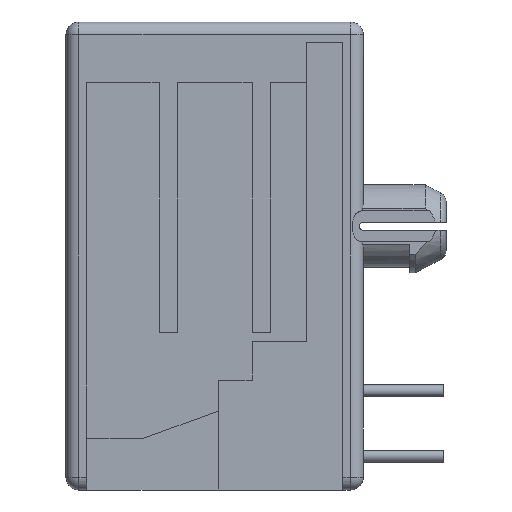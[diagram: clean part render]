
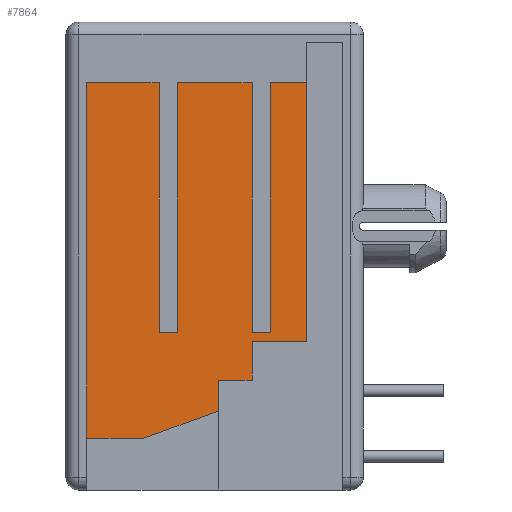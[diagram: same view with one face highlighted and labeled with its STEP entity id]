
A CAD part, left-side view. The second image highlights one B-rep face of the part: STEP entity #7864.
In plain terms, the highlighted planar face has unit normal (-1, 0, 0).
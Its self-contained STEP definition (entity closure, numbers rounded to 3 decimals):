
#2989=DIRECTION('',(0.,-1.,0.));
#2990=VECTOR('',#2989,2.2);
#2991=CARTESIAN_POINT('',(-4.7,4.95,-16.1));
#2992=LINE('',#2991,#2990);
#2993=DIRECTION('',(0.,0.,-1.));
#2994=VECTOR('',#2993,13.75);
#2995=CARTESIAN_POINT('',(-4.7,4.95,-2.35));
#2996=LINE('',#2995,#2994);
#2997=DIRECTION('',(0.,1.,0.));
#2998=VECTOR('',#2997,2.8);
#2999=CARTESIAN_POINT('',(-4.7,2.15,-2.35));
#3000=LINE('',#2999,#2998);
#3001=DIRECTION('',(0.,0.,1.));
#3002=VECTOR('',#3001,9.65);
#3003=CARTESIAN_POINT('',(-4.7,2.15,-12.));
#3004=LINE('',#3003,#3002);
#3005=DIRECTION('',(0.,1.,0.));
#3006=VECTOR('',#3005,0.7);
#3007=CARTESIAN_POINT('',(-4.7,1.45,-12.));
#3008=LINE('',#3007,#3006);
#3009=DIRECTION('',(0.,0.,-1.));
#3010=VECTOR('',#3009,9.65);
#3011=CARTESIAN_POINT('',(-4.7,1.45,-2.35));
#3012=LINE('',#3011,#3010);
#3013=DIRECTION('',(0.,1.,0.));
#3014=VECTOR('',#3013,2.9);
#3015=CARTESIAN_POINT('',(-4.7,-1.45,-2.35));
#3016=LINE('',#3015,#3014);
#3017=DIRECTION('',(0.,0.,1.));
#3018=VECTOR('',#3017,9.65);
#3019=CARTESIAN_POINT('',(-4.7,-1.45,-12.));
#3020=LINE('',#3019,#3018);
#3021=DIRECTION('',(0.,1.,0.));
#3022=VECTOR('',#3021,0.7);
#3023=CARTESIAN_POINT('',(-4.7,-2.15,-12.));
#3024=LINE('',#3023,#3022);
#3025=DIRECTION('',(0.,0.,-1.));
#3026=VECTOR('',#3025,9.65);
#3027=CARTESIAN_POINT('',(-4.7,-2.15,-2.35));
#3028=LINE('',#3027,#3026);
#3029=DIRECTION('',(0.,1.,0.));
#3030=VECTOR('',#3029,1.4);
#3031=CARTESIAN_POINT('',(-4.7,-3.55,-2.35));
#3032=LINE('',#3031,#3030);
#3033=DIRECTION('',(0.,0.,-1.));
#3034=VECTOR('',#3033,10.);
#3035=CARTESIAN_POINT('',(-4.7,-3.55,-2.35));
#3036=LINE('',#3035,#3034);
#3037=DIRECTION('',(0.,-1.,0.));
#3038=VECTOR('',#3037,2.1);
#3039=CARTESIAN_POINT('',(-4.7,-1.45,-12.35));
#3040=LINE('',#3039,#3038);
#3041=DIRECTION('',(0.,0.,1.));
#3042=VECTOR('',#3041,1.5);
#3043=CARTESIAN_POINT('',(-4.7,-1.45,-13.85));
#3044=LINE('',#3043,#3042);
#3045=DIRECTION('',(0.,-1.,0.));
#3046=VECTOR('',#3045,1.3);
#3047=CARTESIAN_POINT('',(-4.7,-0.15,-13.85));
#3048=LINE('',#3047,#3046);
#3049=DIRECTION('',(0.,0.,1.));
#3050=VECTOR('',#3049,1.194);
#3051=CARTESIAN_POINT('',(-4.7,-0.15,-15.044));
#3052=LINE('',#3051,#3050);
#3053=DIRECTION('',(0.,-0.94,0.342));
#3054=VECTOR('',#3053,3.086);
#3055=CARTESIAN_POINT('',(-4.7,2.75,-16.1));
#3056=LINE('',#3055,#3054);
#3538=CARTESIAN_POINT('',(-4.7,-1.45,-2.35));
#3539=CARTESIAN_POINT('',(-4.7,1.45,-2.35));
#3540=VERTEX_POINT('',#3538);
#3541=VERTEX_POINT('',#3539);
#3542=CARTESIAN_POINT('',(-4.7,1.45,-12.));
#3543=VERTEX_POINT('',#3542);
#3544=CARTESIAN_POINT('',(-4.7,2.15,-12.));
#3545=VERTEX_POINT('',#3544);
#3546=CARTESIAN_POINT('',(-4.7,2.15,-2.35));
#3547=VERTEX_POINT('',#3546);
#3548=CARTESIAN_POINT('',(-4.7,4.95,-2.35));
#3549=VERTEX_POINT('',#3548);
#3562=CARTESIAN_POINT('',(-4.7,-2.15,-2.35));
#3563=CARTESIAN_POINT('',(-4.7,-2.15,-12.));
#3564=VERTEX_POINT('',#3562);
#3565=VERTEX_POINT('',#3563);
#3566=CARTESIAN_POINT('',(-4.7,-1.45,-12.));
#3567=VERTEX_POINT('',#3566);
#3684=CARTESIAN_POINT('',(-4.7,-0.15,-13.85));
#3685=CARTESIAN_POINT('',(-4.7,-1.45,-13.85));
#3686=VERTEX_POINT('',#3684);
#3687=VERTEX_POINT('',#3685);
#3688=CARTESIAN_POINT('',(-4.7,-1.45,-12.35));
#3689=VERTEX_POINT('',#3688);
#3690=CARTESIAN_POINT('',(-4.7,-3.55,-12.35));
#3691=VERTEX_POINT('',#3690);
#3692=CARTESIAN_POINT('',(-4.7,-3.55,-2.35));
#3693=VERTEX_POINT('',#3692);
#3718=CARTESIAN_POINT('',(-4.7,4.95,-16.1));
#3719=CARTESIAN_POINT('',(-4.7,2.75,-16.1));
#3720=VERTEX_POINT('',#3718);
#3721=VERTEX_POINT('',#3719);
#3722=CARTESIAN_POINT('',(-4.7,-0.15,-15.044));
#3723=VERTEX_POINT('',#3722);
#7827=CARTESIAN_POINT('',(-4.7,0.,0.));
#7828=DIRECTION('',(-1.,0.,0.));
#7829=DIRECTION('',(0.,0.,1.));
#7830=AXIS2_PLACEMENT_3D('',#7827,#7828,#7829);
#7831=PLANE('',#7830);
#7833=ORIENTED_EDGE('',*,*,#7832,.F.);
#7834=ORIENTED_EDGE('',*,*,#7076,.F.);
#7836=ORIENTED_EDGE('',*,*,#7835,.F.);
#7838=ORIENTED_EDGE('',*,*,#7837,.F.);
#7840=ORIENTED_EDGE('',*,*,#7839,.F.);
#7842=ORIENTED_EDGE('',*,*,#7841,.F.);
#7844=ORIENTED_EDGE('',*,*,#7843,.F.);
#7846=ORIENTED_EDGE('',*,*,#7845,.F.);
#7848=ORIENTED_EDGE('',*,*,#7847,.F.);
#7850=ORIENTED_EDGE('',*,*,#7849,.F.);
#7852=ORIENTED_EDGE('',*,*,#7851,.F.);
#7853=ORIENTED_EDGE('',*,*,#7805,.T.);
#7854=ORIENTED_EDGE('',*,*,#7818,.F.);
#7856=ORIENTED_EDGE('',*,*,#7855,.F.);
#7858=ORIENTED_EDGE('',*,*,#7857,.F.);
#7859=ORIENTED_EDGE('',*,*,#7040,.F.);
#7861=ORIENTED_EDGE('',*,*,#7860,.F.);
#7862=EDGE_LOOP('',(#7833,#7834,#7836,#7838,#7840,#7842,#7844,#7846,#7848,#7850,
#7852,#7853,#7854,#7856,#7858,#7859,#7861));
#7863=FACE_OUTER_BOUND('',#7862,.F.);
#7864=ADVANCED_FACE('',(#7863),#7831,.T.);
#7040=EDGE_CURVE('',#3723,#3686,#3052,.T.);
#7076=EDGE_CURVE('',#3549,#3720,#2996,.T.);
#7805=EDGE_CURVE('',#3693,#3691,#3036,.T.);
#7818=EDGE_CURVE('',#3689,#3691,#3040,.T.);
#7832=EDGE_CURVE('',#3720,#3721,#2992,.T.);
#7835=EDGE_CURVE('',#3547,#3549,#3000,.T.);
#7837=EDGE_CURVE('',#3545,#3547,#3004,.T.);
#7839=EDGE_CURVE('',#3543,#3545,#3008,.T.);
#7841=EDGE_CURVE('',#3541,#3543,#3012,.T.);
#7843=EDGE_CURVE('',#3540,#3541,#3016,.T.);
#7845=EDGE_CURVE('',#3567,#3540,#3020,.T.);
#7847=EDGE_CURVE('',#3565,#3567,#3024,.T.);
#7849=EDGE_CURVE('',#3564,#3565,#3028,.T.);
#7851=EDGE_CURVE('',#3693,#3564,#3032,.T.);
#7855=EDGE_CURVE('',#3687,#3689,#3044,.T.);
#7857=EDGE_CURVE('',#3686,#3687,#3048,.T.);
#7860=EDGE_CURVE('',#3721,#3723,#3056,.T.);
